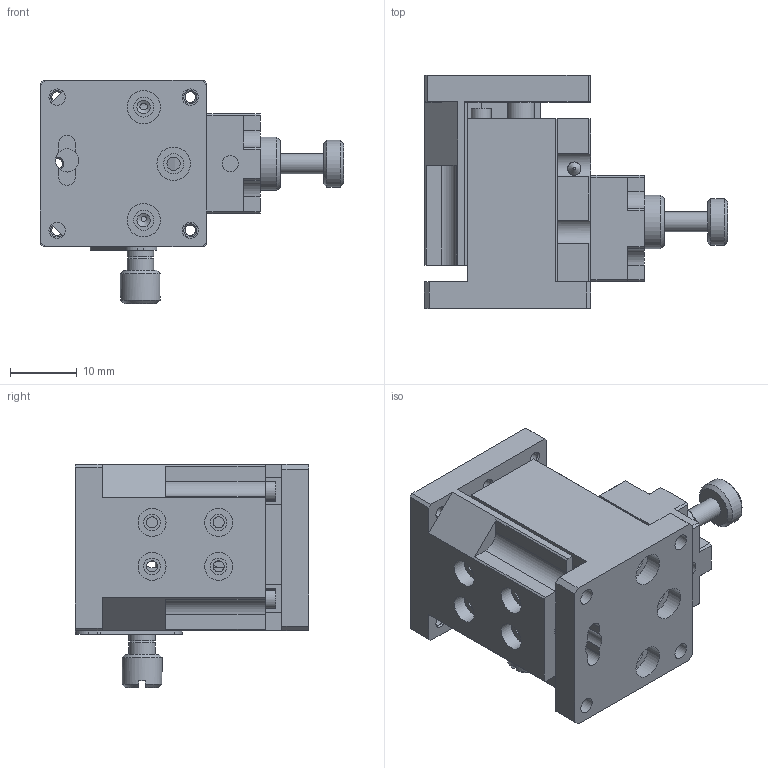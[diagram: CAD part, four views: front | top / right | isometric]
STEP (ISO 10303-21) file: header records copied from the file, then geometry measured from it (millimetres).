
FILE_DESCRIPTION (( 'STEP AP214' ), '1' );
FILE_NAME ('528872.STEP', '2024-10-17T09:40:14', ( 'Windows User' ), ( 'P R C' ), 'SwSTEP 2.0', 'SolidWorks 2020', '' );
FILE_SCHEMA (( 'AUTOMOTIVE_DESIGN' ));
Length unit declared in the file: millimetre
Products named in the file (1): 528872
Bounding box: 45.52 x 35 x 33.5 mm (x, y, z)
Surface area: 12255 mm2 (no closed solid volume)
Topology: 0 solids, 4 shells, 422 faces, 1052 edges, 677 vertices
Faces by surface type: plane 245, cylinder 136, cone 40, bspline 1
Full cylindrical faces by diameter (mm): 1.567 x11, 1.65 x8, 2 x4, 2.013 x10, 2.459 x5, 2.5 x10, 3 x23, 3.5 x2, 4 x5, 4.2 x8, 5 x6, 6 x3, 7 x1, 8 x1
Entity records: 16425 total; most frequent: CARTESIAN_POINT 2193, DIRECTION 2014, ORIENTED_EDGE 1733, EDGE_CURVE 867, AXIS2_PLACEMENT_3D 747, EDGE_LOOP 662, VERTEX_POINT 630, LINE 520
